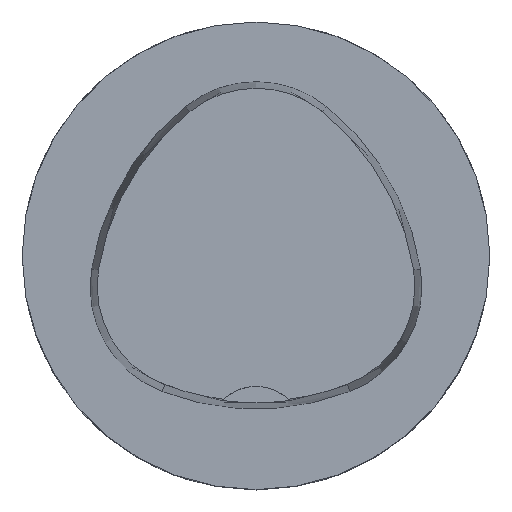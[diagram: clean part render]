
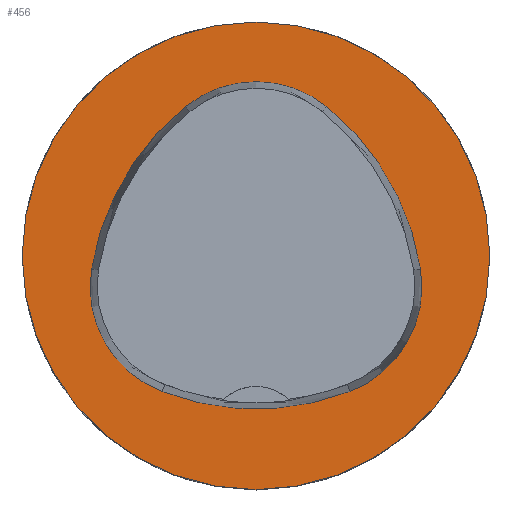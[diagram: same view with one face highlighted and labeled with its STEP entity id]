
A CAD part, top view. The second image highlights one B-rep face of the part: STEP entity #456.
In plain terms, the highlighted planar face has unit normal (0, 0, 1).
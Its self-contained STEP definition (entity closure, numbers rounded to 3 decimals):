
#228=PLANE('',#4757);
#346=FACE_BOUND('',#1012,.T.);
#347=FACE_BOUND('',#1013,.T.);
#456=ADVANCED_FACE('',(#346,#347),#228,.T.);
#1012=EDGE_LOOP('',(#2268,#2269,#2270,#2271,#2272,#2273));
#1013=EDGE_LOOP('',(#2274));
#1287=CIRCLE('',#4729,25.);
#1288=CIRCLE('',#4735,28.);
#1290=CIRCLE('',#4738,12.);
#1292=CIRCLE('',#4741,28.);
#1294=CIRCLE('',#4744,12.);
#1298=CIRCLE('',#4749,28.);
#1300=CIRCLE('',#4752,12.);
#2268=ORIENTED_EDGE('',*,*,#3933,.T.);
#2269=ORIENTED_EDGE('',*,*,#3913,.T.);
#2270=ORIENTED_EDGE('',*,*,#3917,.T.);
#2271=ORIENTED_EDGE('',*,*,#3920,.T.);
#2272=ORIENTED_EDGE('',*,*,#3923,.T.);
#2273=ORIENTED_EDGE('',*,*,#3931,.T.);
#2274=ORIENTED_EDGE('',*,*,#3904,.F.);
#3456=VERTEX_POINT('',#7123);
#3465=VERTEX_POINT('',#7142);
#3466=VERTEX_POINT('',#7143);
#3469=VERTEX_POINT('',#7151);
#3471=VERTEX_POINT('',#7157);
#3473=VERTEX_POINT('',#7163);
#3480=VERTEX_POINT('',#7184);
#3904=EDGE_CURVE('',#3456,#3456,#1287,.T.);
#3913=EDGE_CURVE('',#3465,#3466,#1288,.T.);
#3917=EDGE_CURVE('',#3466,#3469,#1290,.T.);
#3920=EDGE_CURVE('',#3469,#3471,#1292,.T.);
#3923=EDGE_CURVE('',#3471,#3473,#1294,.T.);
#3931=EDGE_CURVE('',#3473,#3480,#1298,.T.);
#3933=EDGE_CURVE('',#3480,#3465,#1300,.T.);
#4729=AXIS2_PLACEMENT_3D('',#7122,#5357,#5358);
#4735=AXIS2_PLACEMENT_3D('',#7141,#5373,#5374);
#4738=AXIS2_PLACEMENT_3D('',#7150,#5381,#5382);
#4741=AXIS2_PLACEMENT_3D('',#7156,#5388,#5389);
#4744=AXIS2_PLACEMENT_3D('',#7162,#5395,#5396);
#4749=AXIS2_PLACEMENT_3D('',#7185,#5407,#5408);
#4752=AXIS2_PLACEMENT_3D('',#7188,#5413,#5414);
#4757=AXIS2_PLACEMENT_3D('',#7193,#5423,#5424);
#5357=DIRECTION('',(0.,0.,-1.));
#5358=DIRECTION('',(-1.,0.,0.));
#5373=DIRECTION('',(0.,0.,-1.));
#5374=DIRECTION('',(-1.,0.,0.));
#5381=DIRECTION('',(0.,0.,-1.));
#5382=DIRECTION('',(-1.,0.,0.));
#5388=DIRECTION('',(0.,0.,-1.));
#5389=DIRECTION('',(-1.,0.,0.));
#5395=DIRECTION('',(0.,0.,-1.));
#5396=DIRECTION('',(-1.,0.,0.));
#5407=DIRECTION('',(0.,0.,-1.));
#5408=DIRECTION('',(-1.,0.,0.));
#5413=DIRECTION('',(0.,0.,-1.));
#5414=DIRECTION('',(-1.,0.,0.));
#5423=DIRECTION('',(0.,0.,1.));
#5424=DIRECTION('',(1.,0.,0.));
#7122=CARTESIAN_POINT('',(0.,0.,0.));
#7123=CARTESIAN_POINT('',(-25.,0.,0.));
#7141=CARTESIAN_POINT('',(10.068,-5.824,0.));
#7142=CARTESIAN_POINT('',(-17.584,-1.424,0.));
#7143=CARTESIAN_POINT('',(-7.531,15.953,0.));
#7150=CARTESIAN_POINT('',(0.011,6.62,0.));
#7151=CARTESIAN_POINT('',(7.567,15.942,0.));
#7156=CARTESIAN_POINT('',(-10.063,-5.81,0.));
#7157=CARTESIAN_POINT('',(17.59,-1.418,0.));
#7162=CARTESIAN_POINT('',(5.739,-3.3,0.));
#7163=CARTESIAN_POINT('',(10.05,-14.499,0.));
#7184=CARTESIAN_POINT('',(-10.025,-14.516,0.));
#7185=CARTESIAN_POINT('',(-0.01,11.631,0.));
#7188=CARTESIAN_POINT('',(-5.733,-3.31,0.));
#7193=CARTESIAN_POINT('',(0.,0.,0.));
